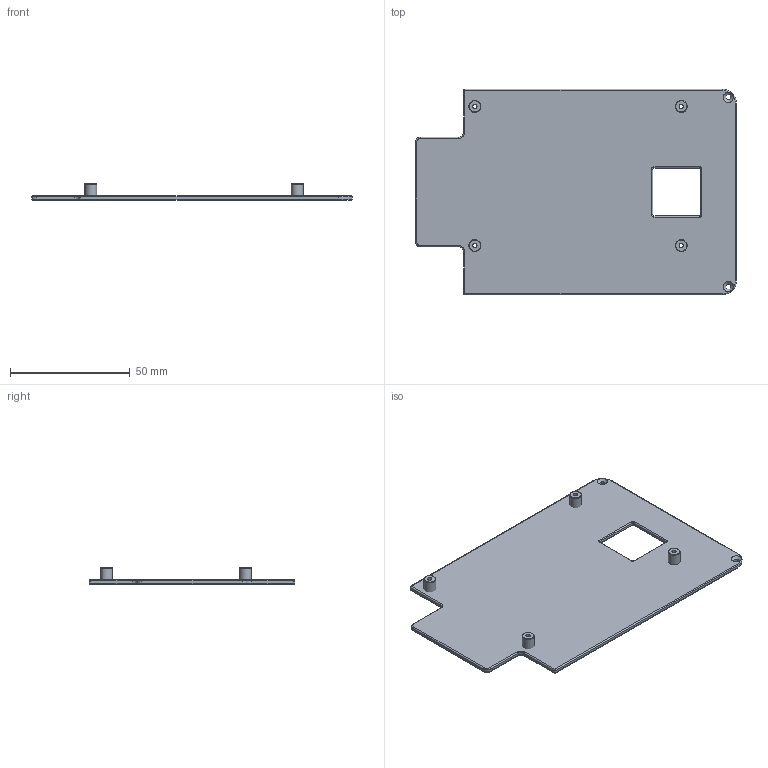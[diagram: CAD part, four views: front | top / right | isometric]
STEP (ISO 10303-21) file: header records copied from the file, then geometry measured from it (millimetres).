
FILE_DESCRIPTION(/* description */ (''),/* implementation_level */ '2;1');
FILE_NAME(/* name */ 'Flatbed-JetsonNano.step',/* time_stamp */ '2023-01-29T12:24:09-08:00',/* author */ (''),/* organization */ (''),/* preprocessor_version */ 'ST-DEVELOPER v19',/* originating_system */ 'Autodesk Translation Framework v11.7.0.108',/* authorisation */ '');
FILE_SCHEMA (('AUTOMOTIVE_DESIGN { 1 0 10303 214 3 1 1 }'));
Length unit declared in the file: millimetre
Products named in the file (1): Flatbed
Bounding box: 133.7 x 85.7 x 7 mm (x, y, z)
Volume: 20831.7 mm3; surface area: 22033.7 mm2
Topology: 5 solids, 5 shells, 102 faces, 228 edges, 134 vertices
Faces by surface type: cylinder 50, torus 24, plane 22, sphere 4, cone 2
Full cylindrical faces by diameter (mm): 1.8 x7, 2.2 x2, 5 x5
Entity records: 2949 total; most frequent: DIRECTION 570, CARTESIAN_POINT 507, ORIENTED_EDGE 456, AXIS2_PLACEMENT_3D 241, EDGE_CURVE 228, CIRCLE 138, VERTEX_POINT 134, EDGE_LOOP 122
